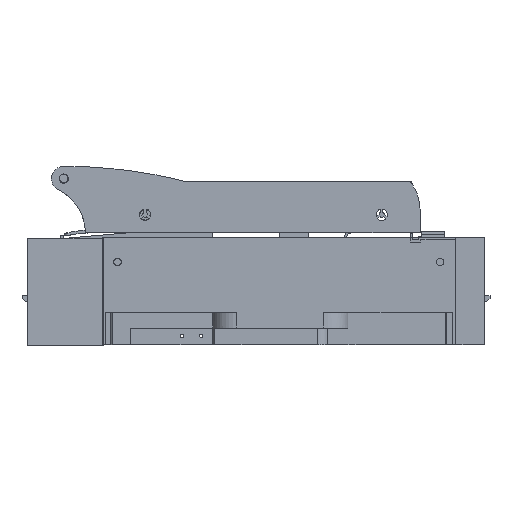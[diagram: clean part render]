
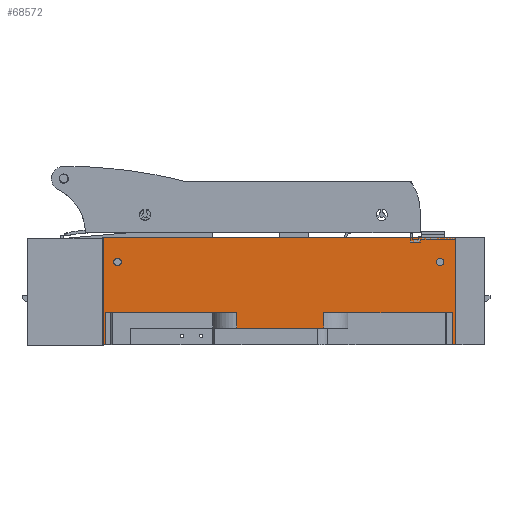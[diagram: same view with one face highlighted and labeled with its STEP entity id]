
A CAD part, front view. The second image highlights one B-rep face of the part: STEP entity #68572.
In plain terms, the highlighted face is planar.
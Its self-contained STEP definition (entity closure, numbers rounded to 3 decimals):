
#60609=DIRECTION('',(1.,0.,0.));
#60610=VECTOR('',#60609,2.);
#60611=CARTESIAN_POINT('',(113.,34.25,0.));
#60612=LINE('',#60611,#60610);
#60717=DIRECTION('',(1.,0.,0.));
#60718=VECTOR('',#60717,2.);
#60719=CARTESIAN_POINT('',(-115.,34.25,0.));
#60720=LINE('',#60719,#60718);
#61475=DIRECTION('',(1.,0.,0.));
#61476=VECTOR('',#61475,85.75);
#61477=CARTESIAN_POINT('',(27.25,34.25,21.));
#61478=LINE('',#61477,#61476);
#61562=DIRECTION('',(-1.,0.,0.));
#61563=VECTOR('',#61562,56.5);
#61564=CARTESIAN_POINT('',(27.25,34.25,11.));
#61565=LINE('',#61564,#61563);
#61569=DIRECTION('',(0.,0.,-1.));
#61570=VECTOR('',#61569,70.);
#61571=CARTESIAN_POINT('',(115.,34.25,70.));
#61572=LINE('',#61571,#61570);
#61576=DIRECTION('',(0.,0.,1.));
#61577=VECTOR('',#61576,70.);
#61578=CARTESIAN_POINT('',(-115.,34.25,0.));
#61579=LINE('',#61578,#61577);
#61583=DIRECTION('',(0.,0.,-1.));
#61584=VECTOR('',#61583,21.);
#61585=CARTESIAN_POINT('',(-113.,34.25,21.));
#61586=LINE('',#61585,#61584);
#61590=CARTESIAN_POINT('',(105.,34.25,54.));
#61591=DIRECTION('',(0.,-1.,0.));
#61592=DIRECTION('',(0.,0.,1.));
#61593=AXIS2_PLACEMENT_3D('',#61590,#61591,#61592);
#61598=CARTESIAN_POINT('',(105.,34.25,54.));
#61599=DIRECTION('',(0.,-1.,0.));
#61600=DIRECTION('',(0.,0.,-1.));
#61601=AXIS2_PLACEMENT_3D('',#61598,#61599,#61600);
#61606=CARTESIAN_POINT('',(-105.,34.25,54.));
#61607=DIRECTION('',(0.,-1.,0.));
#61608=DIRECTION('',(0.,0.,-1.));
#61609=AXIS2_PLACEMENT_3D('',#61606,#61607,#61608);
#61614=CARTESIAN_POINT('',(-105.,34.25,54.));
#61615=DIRECTION('',(0.,-1.,0.));
#61616=DIRECTION('',(0.,0.,1.));
#61617=AXIS2_PLACEMENT_3D('',#61614,#61615,#61616);
#61629=DIRECTION('',(0.,0.,-1.));
#61630=VECTOR('',#61629,10.);
#61631=CARTESIAN_POINT('',(-29.25,34.25,21.));
#61632=LINE('',#61631,#61630);
#61688=DIRECTION('',(0.,0.,1.));
#61689=VECTOR('',#61688,10.);
#61690=CARTESIAN_POINT('',(27.25,34.25,11.));
#61691=LINE('',#61690,#61689);
#61769=DIRECTION('',(1.,0.,0.));
#61770=VECTOR('',#61769,83.75);
#61771=CARTESIAN_POINT('',(-113.,34.25,21.));
#61772=LINE('',#61771,#61770);
#64613=DIRECTION('',(-1.,0.,0.));
#64614=VECTOR('',#64613,230.);
#64615=CARTESIAN_POINT('',(115.,34.25,70.));
#64616=LINE('',#64615,#64614);
#65456=DIRECTION('',(0.,0.,-1.));
#65457=VECTOR('',#65456,21.);
#65458=CARTESIAN_POINT('',(113.,34.25,21.));
#65459=LINE('',#65458,#65457);
#65868=CARTESIAN_POINT('',(-115.,34.25,0.));
#65869=VERTEX_POINT('',#65868);
#65870=CARTESIAN_POINT('',(-113.,34.25,0.));
#65871=VERTEX_POINT('',#65870);
#65910=CARTESIAN_POINT('',(113.,34.25,0.));
#65911=VERTEX_POINT('',#65910);
#65912=CARTESIAN_POINT('',(115.,34.25,0.));
#65913=VERTEX_POINT('',#65912);
#66048=CARTESIAN_POINT('',(-115.,34.25,70.));
#66049=VERTEX_POINT('',#66048);
#66070=CARTESIAN_POINT('',(-29.25,34.25,21.));
#66071=CARTESIAN_POINT('',(-29.25,34.25,11.));
#66072=VERTEX_POINT('',#66070);
#66073=VERTEX_POINT('',#66071);
#66074=CARTESIAN_POINT('',(-113.,34.25,21.));
#66075=VERTEX_POINT('',#66074);
#66076=CARTESIAN_POINT('',(115.,34.25,70.));
#66077=VERTEX_POINT('',#66076);
#66078=CARTESIAN_POINT('',(113.,34.25,21.));
#66079=VERTEX_POINT('',#66078);
#66080=CARTESIAN_POINT('',(27.25,34.25,21.));
#66081=VERTEX_POINT('',#66080);
#66082=CARTESIAN_POINT('',(27.25,34.25,11.));
#66083=VERTEX_POINT('',#66082);
#66084=CARTESIAN_POINT('',(105.,34.25,56.5));
#66085=CARTESIAN_POINT('',(105.,34.25,51.5));
#66086=VERTEX_POINT('',#66084);
#66087=VERTEX_POINT('',#66085);
#66088=CARTESIAN_POINT('',(-105.,34.25,51.5));
#66089=CARTESIAN_POINT('',(-105.,34.25,56.5));
#66090=VERTEX_POINT('',#66088);
#66091=VERTEX_POINT('',#66089);
#68532=CARTESIAN_POINT('',(0.,34.25,0.));
#68533=DIRECTION('',(0.,1.,0.));
#68534=DIRECTION('',(0.,0.,1.));
#68535=AXIS2_PLACEMENT_3D('',#68532,#68533,#68534);
#68536=PLANE('',#68535);
#68538=ORIENTED_EDGE('',*,*,#68537,.T.);
#68540=ORIENTED_EDGE('',*,*,#68539,.F.);
#68542=ORIENTED_EDGE('',*,*,#68541,.T.);
#68543=ORIENTED_EDGE('',*,*,#68489,.T.);
#68545=ORIENTED_EDGE('',*,*,#68544,.T.);
#68546=ORIENTED_EDGE('',*,*,#67688,.T.);
#68548=ORIENTED_EDGE('',*,*,#68547,.F.);
#68550=ORIENTED_EDGE('',*,*,#68549,.T.);
#68552=ORIENTED_EDGE('',*,*,#68551,.F.);
#68553=ORIENTED_EDGE('',*,*,#67730,.T.);
#68555=ORIENTED_EDGE('',*,*,#68554,.F.);
#68557=ORIENTED_EDGE('',*,*,#68556,.T.);
#68558=EDGE_LOOP('',(#68538,#68540,#68542,#68543,#68545,#68546,#68548,#68550,
#68552,#68553,#68555,#68557));
#68559=FACE_OUTER_BOUND('',#68558,.F.);
#68561=ORIENTED_EDGE('',*,*,#68560,.F.);
#68563=ORIENTED_EDGE('',*,*,#68562,.F.);
#68564=EDGE_LOOP('',(#68561,#68563));
#68565=FACE_BOUND('',#68564,.F.);
#68567=ORIENTED_EDGE('',*,*,#68566,.F.);
#68569=ORIENTED_EDGE('',*,*,#68568,.F.);
#68570=EDGE_LOOP('',(#68567,#68569));
#68571=FACE_BOUND('',#68570,.F.);
#61594=CIRCLE('',#61593,2.5);
#61602=CIRCLE('',#61601,2.5);
#61610=CIRCLE('',#61609,2.5);
#61618=CIRCLE('',#61617,2.5);
#67688=EDGE_CURVE('',#65911,#65913,#60612,.T.);
#67730=EDGE_CURVE('',#65869,#65871,#60720,.T.);
#68489=EDGE_CURVE('',#66081,#66079,#61478,.T.);
#68537=EDGE_CURVE('',#66072,#66073,#61632,.T.);
#68539=EDGE_CURVE('',#66083,#66073,#61565,.T.);
#68541=EDGE_CURVE('',#66083,#66081,#61691,.T.);
#68544=EDGE_CURVE('',#66079,#65911,#65459,.T.);
#68547=EDGE_CURVE('',#66077,#65913,#61572,.T.);
#68549=EDGE_CURVE('',#66077,#66049,#64616,.T.);
#68551=EDGE_CURVE('',#65869,#66049,#61579,.T.);
#68554=EDGE_CURVE('',#66075,#65871,#61586,.T.);
#68556=EDGE_CURVE('',#66075,#66072,#61772,.T.);
#68560=EDGE_CURVE('',#66086,#66087,#61594,.T.);
#68562=EDGE_CURVE('',#66087,#66086,#61602,.T.);
#68566=EDGE_CURVE('',#66090,#66091,#61610,.T.);
#68568=EDGE_CURVE('',#66091,#66090,#61618,.T.);
#68572=ADVANCED_FACE('',(#68559,#68565,#68571),#68536,.T.);
